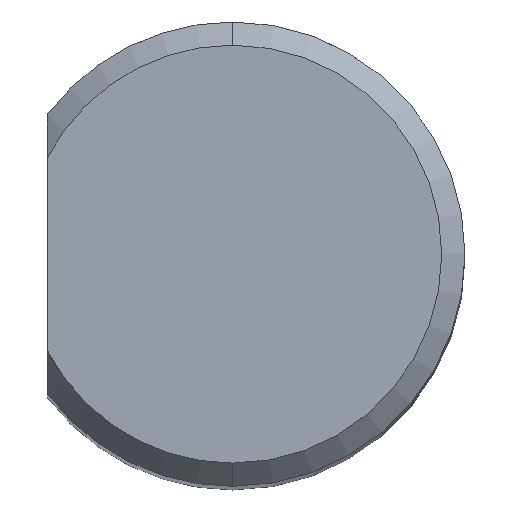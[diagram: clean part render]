
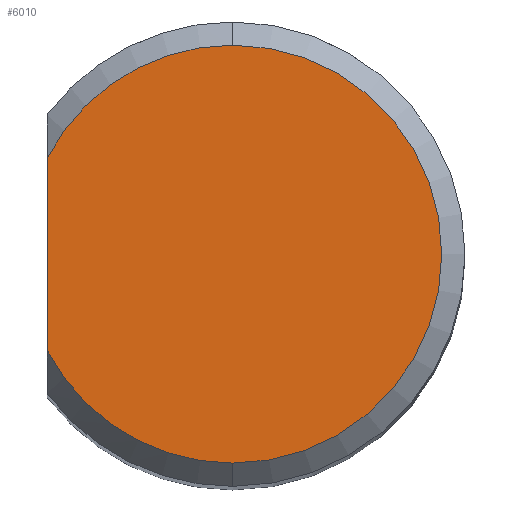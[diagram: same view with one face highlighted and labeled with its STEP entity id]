
A CAD part, top view. The second image highlights one B-rep face of the part: STEP entity #6010.
In plain terms, the highlighted planar face has unit normal (0, 0, 1).
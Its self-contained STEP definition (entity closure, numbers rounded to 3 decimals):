
#2946=EDGE_CURVE('NONE',#6746,#4264,#7973,.T.);
#3260=VERTEX_POINT('NONE',#8314);
#3952=VERTEX_POINT('NONE',#9071);
#3974=EDGE_CURVE('NONE',#4264,#3952,#9094,.T.);
#4264=VERTEX_POINT('NONE',#9404);
#4680=EDGE_CURVE('NONE',#3952,#3260,#9852,.F.);
#6010=ADVANCED_FACE('NONE',(#11318),#11319,.F.);
#6388=EDGE_CURVE('NONE',#3260,#6746,#11728,.T.);
#6746=VERTEX_POINT('NONE',#12118);
#7973=CIRCLE('',#14893,1.8);
#8314=CARTESIAN_POINT('',(0.,-1.8,0.));
#9071=CARTESIAN_POINT('',(-1.6,-0.825,0.));
#9094=LINE('',#18261,#18262);
#9404=CARTESIAN_POINT('',(-1.6,0.825,0.));
#9852=CIRCLE('',#20646,1.8);
#11318=FACE_OUTER_BOUND('',#26148,.T.);
#11319=PLANE('',#26149);
#11728=CIRCLE('',#27354,1.8);
#12118=CARTESIAN_POINT('',(0.,1.8,0.));
#14893=AXIS2_PLACEMENT_3D('',#32323,#32324,#32325);
#18261=CARTESIAN_POINT('',(-1.6,-2.5,0.));
#18262=VECTOR('',#33355,1.0);
#20646=AXIS2_PLACEMENT_3D('',#33958,#33959,#33960);
#26148=EDGE_LOOP('',(#35725,#35726,#35727,#35728));
#26149=AXIS2_PLACEMENT_3D('',#35729,#35730,#35731);
#27354=AXIS2_PLACEMENT_3D('',#36095,#36096,#36097);
#32323=CARTESIAN_POINT('',(0.0,0.0,0.0));
#32324=DIRECTION('',(0.,0.,1.0));
#32325=DIRECTION('',(0.,1.0,0.));
#33355=DIRECTION('',(0.,-1.0,0.));
#33958=CARTESIAN_POINT('',(0.0,0.0,0.0));
#33959=DIRECTION('',(0.,0.,-1.0));
#33960=DIRECTION('',(0.,1.0,0.));
#35725=ORIENTED_EDGE('',*,*,#4680,.T.);
#35726=ORIENTED_EDGE('',*,*,#6388,.T.);
#35727=ORIENTED_EDGE('',*,*,#2946,.T.);
#35728=ORIENTED_EDGE('',*,*,#3974,.T.);
#35729=CARTESIAN_POINT('',(0.0,0.0,0.0));
#35730=DIRECTION('',(0.,0.,-1.0));
#35731=DIRECTION('',(1.0,0.,0.0));
#36095=CARTESIAN_POINT('',(0.0,0.0,0.0));
#36096=DIRECTION('',(0.,0.,1.0));
#36097=DIRECTION('',(0.,1.0,0.));
